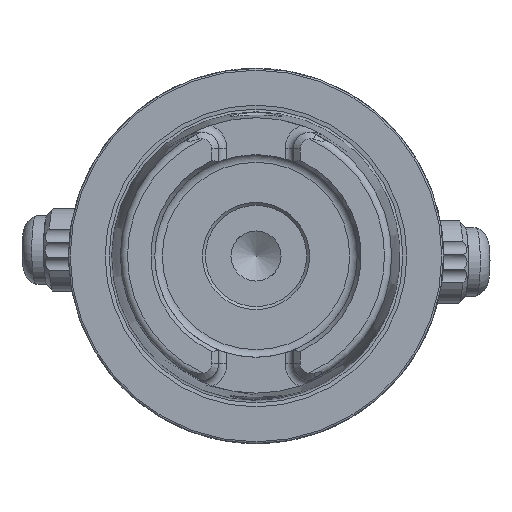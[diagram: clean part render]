
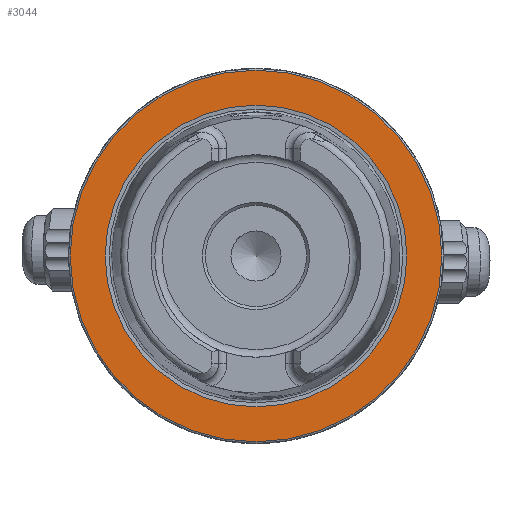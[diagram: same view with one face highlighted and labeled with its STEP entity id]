
A CAD part, left-side view. The second image highlights one B-rep face of the part: STEP entity #3044.
In plain terms, the highlighted planar face has unit normal (-1, 0, 0).
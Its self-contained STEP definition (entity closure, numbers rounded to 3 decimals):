
#107 = VERTEX_POINT ( 'NONE', #4134 ) ;
#200 = DIRECTION ( 'NONE',  ( 0., 0., 1. ) ) ;
#535 = EDGE_CURVE ( 'NONE', #4505, #4505, #11451, .T. ) ;
#2925 = PLANE ( 'NONE',  #10509 ) ;
#2986 = ORIENTED_EDGE ( 'NONE', *, *, #535, .T. ) ;
#3044 = ADVANCED_FACE ( 'NONE', ( #11857, #12662 ), #2925, .F. ) ;
#3271 = EDGE_LOOP ( 'NONE', ( #2986 ) ) ;
#3500 = CARTESIAN_POINT ( 'NONE',  ( 0., 0., 0. ) ) ;
#3900 = CARTESIAN_POINT ( 'NONE',  ( 0., 31.2, 0. ) ) ;
#4134 = CARTESIAN_POINT ( 'NONE',  ( 0., 0., 25.324 ) ) ;
#4505 = VERTEX_POINT ( 'NONE', #6107 ) ;
#6057 = DIRECTION ( 'NONE',  ( 1., 0., 0. ) ) ;
#6085 = AXIS2_PLACEMENT_3D ( 'NONE', #3500, #12928, #12963 ) ;
#6107 = CARTESIAN_POINT ( 'NONE',  ( 0., 0., 31.2 ) ) ;
#6858 = AXIS2_PLACEMENT_3D ( 'NONE', #10667, #12744, #200 ) ;
#7473 = EDGE_LOOP ( 'NONE', ( #11266 ) ) ;
#9235 = DIRECTION ( 'NONE',  ( 0., 0., -1. ) ) ;
#9787 = CIRCLE ( 'NONE', #6858, 25.324 ) ;
#10509 = AXIS2_PLACEMENT_3D ( 'NONE', #3900, #6057, #9235 ) ;
#10667 = CARTESIAN_POINT ( 'NONE',  ( 0., 0., 0. ) ) ;
#11266 = ORIENTED_EDGE ( 'NONE', *, *, #13407, .F. ) ;
#11451 = CIRCLE ( 'NONE', #6085, 31.2 ) ;
#11857 = FACE_BOUND ( 'NONE', #7473, .T. ) ;
#12662 = FACE_OUTER_BOUND ( 'NONE', #3271, .T. ) ;
#12744 = DIRECTION ( 'NONE',  ( -1., 0., 0. ) ) ;
#12928 = DIRECTION ( 'NONE',  ( -1., 0., 0. ) ) ;
#12963 = DIRECTION ( 'NONE',  ( 0., 0., 1. ) ) ;
#13407 = EDGE_CURVE ( 'NONE', #107, #107, #9787, .T. ) ;
